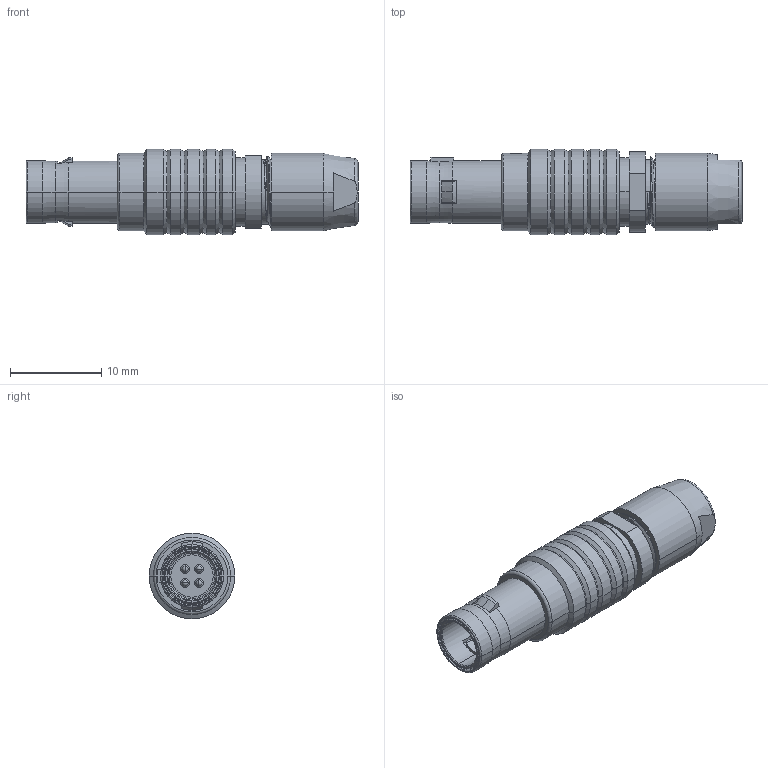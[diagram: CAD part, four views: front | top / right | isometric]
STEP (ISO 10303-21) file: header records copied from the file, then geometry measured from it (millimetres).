
FILE_DESCRIPTION (( 'STEP AP203' ), '1' );
FILE_NAME ('51-00016.52_revA.STEP', '2018-03-29T16:24:59', ( '' ), ( '' ), 'SwSTEP 2.0', 'SolidWorks 2015', '' );
FILE_SCHEMA (( 'CONFIG_CONTROL_DESIGN' ));
Length unit declared in the file: millimetre
Products named in the file (8): PPL7-collet nut; PPL7-latch sleeve-plug; PPL7 -4P insulator-male; PPL7-collet-52; PPL7-split insert 1-male; 51-00016.52_revA; PPL7-split insert 2-male; PPL7-outer shell-plug
Assembly tree (7 placements, depth 2):
  51-00016.52_revA
    PPL7 -4P insulator-male
    PPL7-split insert 1-male
    PPL7-split insert 2-male
    PPL7-latch sleeve-plug
    PPL7-outer shell-plug
    PPL7-collet nut
    PPL7-collet-52
Bounding box: 36.41 x 9.4 x 9.4 mm (x, y, z)
Volume: 1134.3 mm3; surface area: 4156.2 mm2
Topology: 12 solids, 12 shells, 552 faces, 1508 edges, 967 vertices
Faces by surface type: cylinder 196, plane 159, bspline 83, cone 63, torus 43, sphere 8
Entity records: 34972 total; most frequent: CARTESIAN_POINT 21193, ORIENTED_EDGE 2984, DIRECTION 2489, EDGE_CURVE 1492, AXIS2_PLACEMENT_3D 963, VERTEX_POINT 959, EDGE_LOOP 567, LINE 563
